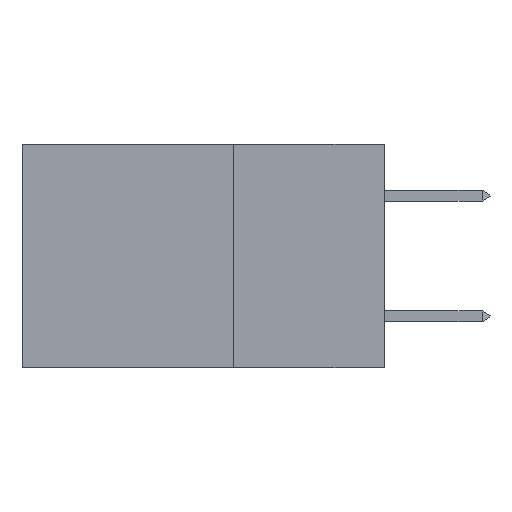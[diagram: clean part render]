
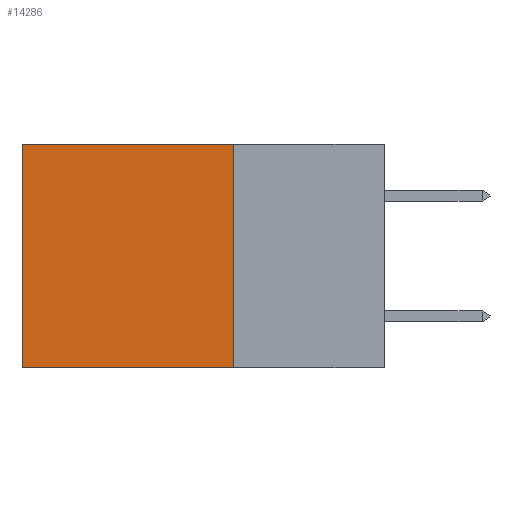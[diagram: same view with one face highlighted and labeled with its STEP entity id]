
A CAD part, left-side view. The second image highlights one B-rep face of the part: STEP entity #14286.
In plain terms, the highlighted planar face has unit normal (-1, 0, 0).
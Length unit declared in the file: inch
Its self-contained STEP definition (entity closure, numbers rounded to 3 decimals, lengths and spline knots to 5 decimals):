
#1458 = DIRECTION ( 'NONE',  ( 0., 0., -1. ) ) ;
#2287 = CARTESIAN_POINT ( 'NONE',  ( 0.2875, 0.25, 0. ) ) ;
#3743 = CARTESIAN_POINT ( 'NONE',  ( 0.2875, 0.25, 0. ) ) ;
#7938 = VECTOR ( 'NONE', #32154, 39.37008 ) ;
#9797 = VECTOR ( 'NONE', #27700, 39.37008 ) ;
#10752 = CARTESIAN_POINT ( 'NONE',  ( 0.2875, 0.6, 0. ) ) ;
#13092 = CARTESIAN_POINT ( 'NONE',  ( 0.2875, 0.25, -0.37 ) ) ;
#13581 = EDGE_CURVE ( 'NONE', #37868, #25527, #38388, .T. ) ;
#14286 = ADVANCED_FACE ( 'NONE', ( #41559 ), #15054, .F. ) ;
#15054 = PLANE ( 'NONE',  #22318 ) ;
#15659 = DIRECTION ( 'NONE',  ( 0., 1., 0. ) ) ;
#17546 = ORIENTED_EDGE ( 'NONE', *, *, #31261, .T. ) ;
#18038 = CARTESIAN_POINT ( 'NONE',  ( 0.2875, 0.25, 0. ) ) ;
#18222 = ORIENTED_EDGE ( 'NONE', *, *, #13581, .F. ) ;
#19342 = ORIENTED_EDGE ( 'NONE', *, *, #23091, .T. ) ;
#19580 = EDGE_CURVE ( 'NONE', #25527, #32596, #32807, .T. ) ;
#20399 = CARTESIAN_POINT ( 'NONE',  ( 0.2875, 0.6, 0. ) ) ;
#22318 = AXIS2_PLACEMENT_3D ( 'NONE', #28215, #31715, #1458 ) ;
#22685 = CARTESIAN_POINT ( 'NONE',  ( 0.2875, 0.25, -0.37 ) ) ;
#23091 = EDGE_CURVE ( 'NONE', #24399, #32596, #40748, .T. ) ;
#24128 = DIRECTION ( 'NONE',  ( 0., 0., -1. ) ) ;
#24369 = EDGE_LOOP ( 'NONE', ( #19342, #32188, #18222, #17546 ) ) ;
#24399 = VERTEX_POINT ( 'NONE', #20399 ) ;
#24657 = VECTOR ( 'NONE', #24128, 39.37008 ) ;
#25527 = VERTEX_POINT ( 'NONE', #22685 ) ;
#25968 = LINE ( 'NONE', #2287, #34017 ) ;
#27700 = DIRECTION ( 'NONE',  ( 0., 0., -1. ) ) ;
#28215 = CARTESIAN_POINT ( 'NONE',  ( 0.2875, 0.25, 0. ) ) ;
#31261 = EDGE_CURVE ( 'NONE', #37868, #24399, #25968, .T. ) ;
#31715 = DIRECTION ( 'NONE',  ( 1., 0., 0. ) ) ;
#32154 = DIRECTION ( 'NONE',  ( 0., 1., 0. ) ) ;
#32188 = ORIENTED_EDGE ( 'NONE', *, *, #19580, .F. ) ;
#32596 = VERTEX_POINT ( 'NONE', #35805 ) ;
#32807 = LINE ( 'NONE', #13092, #7938 ) ;
#34017 = VECTOR ( 'NONE', #15659, 39.37008 ) ;
#35805 = CARTESIAN_POINT ( 'NONE',  ( 0.2875, 0.6, -0.37 ) ) ;
#37868 = VERTEX_POINT ( 'NONE', #3743 ) ;
#38388 = LINE ( 'NONE', #18038, #9797 ) ;
#40748 = LINE ( 'NONE', #10752, #24657 ) ;
#41559 = FACE_OUTER_BOUND ( 'NONE', #24369, .T. ) ;
